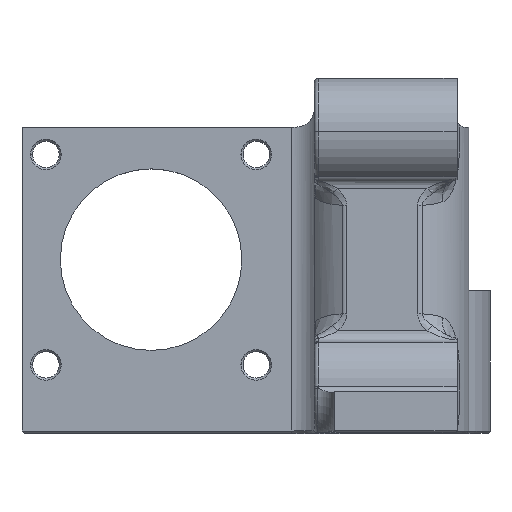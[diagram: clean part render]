
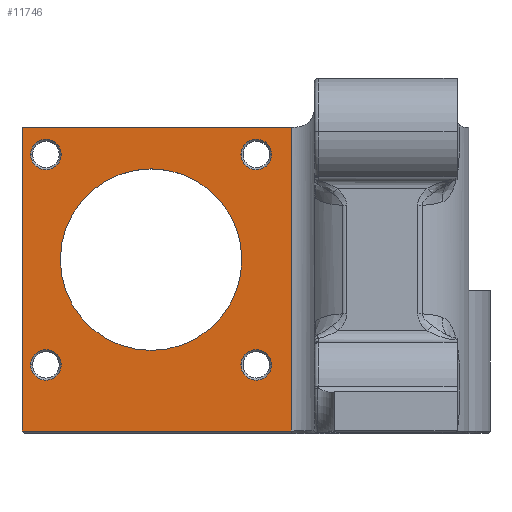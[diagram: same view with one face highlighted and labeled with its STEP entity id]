
A CAD part, top view. The second image highlights one B-rep face of the part: STEP entity #11746.
In plain terms, the highlighted planar face has unit normal (0, 0, 1).
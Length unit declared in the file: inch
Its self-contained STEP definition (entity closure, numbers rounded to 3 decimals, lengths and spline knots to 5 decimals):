
#242 = VERTEX_POINT ( 'NONE', #7733 ) ;
#480 = CARTESIAN_POINT ( 'NONE',  ( -3.97257, 3.01937, -1.26263 ) ) ;
#927 = EDGE_CURVE ( 'NONE', #8424, #22734, #17187, .T. ) ;
#1256 = EDGE_CURVE ( 'NONE', #13166, #5222, #3527, .T. ) ;
#1582 = CARTESIAN_POINT ( 'NONE',  ( -4.8582, 3.535, -1.26263 ) ) ;
#1722 = FACE_BOUND ( 'NONE', #7496, .T. ) ;
#1826 = EDGE_CURVE ( 'NONE', #9307, #19770, #18111, .T. ) ;
#2044 = CARTESIAN_POINT ( 'NONE',  ( -3.82695, 2.50375, -1.26263 ) ) ;
#2108 = CARTESIAN_POINT ( 'NONE',  ( -4.9332, 3.535, -1.26263 ) ) ;
#2387 = DIRECTION ( 'NONE',  ( 0., 0., -1. ) ) ;
#3231 = AXIS2_PLACEMENT_3D ( 'NONE', #23099, #2387, #9945 ) ;
#3321 = LINE ( 'NONE', #10877, #15863 ) ;
#3527 = CIRCLE ( 'NONE', #21747, 0.075 ) ;
#3581 = EDGE_CURVE ( 'NONE', #19770, #9307, #14811, .T. ) ;
#4613 = CARTESIAN_POINT ( 'NONE',  ( -3.82695, 3.535, -1.26263 ) ) ;
#4748 = CIRCLE ( 'NONE', #18206, 0.075 ) ;
#4857 = EDGE_CURVE ( 'NONE', #11605, #22248, #23553, .T. ) ;
#4950 = DIRECTION ( 'NONE',  ( 0., -1., 0. ) ) ;
#5001 = ORIENTED_EDGE ( 'NONE', *, *, #1256, .T. ) ;
#5108 = AXIS2_PLACEMENT_3D ( 'NONE', #14630, #16487, #14751 ) ;
#5222 = VERTEX_POINT ( 'NONE', #17961 ) ;
#5242 = ORIENTED_EDGE ( 'NONE', *, *, #19438, .T. ) ;
#5316 = VECTOR ( 'NONE', #11844, 39.37008 ) ;
#5436 = CARTESIAN_POINT ( 'NONE',  ( -0.08899, 2.16937, -1.26263 ) ) ;
#5836 = CARTESIAN_POINT ( 'NONE',  ( -4.9332, 3.535, -1.26263 ) ) ;
#6304 = EDGE_LOOP ( 'NONE', ( #23948, #13529 ) ) ;
#6314 = CARTESIAN_POINT ( 'NONE',  ( -3.73088, 2.16937, -1.26263 ) ) ;
#6427 = CARTESIAN_POINT ( 'NONE',  ( -4.41757, 3.01937, -1.26263 ) ) ;
#6556 = EDGE_CURVE ( 'NONE', #10790, #18890, #19120, .T. ) ;
#6624 = CARTESIAN_POINT ( 'NONE',  ( -3.90195, 2.50375, -1.26263 ) ) ;
#7496 = EDGE_LOOP ( 'NONE', ( #10647, #20878 ) ) ;
#7542 = DIRECTION ( 'NONE',  ( 0., -1., 0. ) ) ;
#7584 = CARTESIAN_POINT ( 'NONE',  ( -3.90195, 3.535, -1.26263 ) ) ;
#7733 = CARTESIAN_POINT ( 'NONE',  ( -4.8582, 2.50375, -1.26263 ) ) ;
#7798 = LINE ( 'NONE', #6314, #14754 ) ;
#8050 = DIRECTION ( 'NONE',  ( -1., 0., 0. ) ) ;
#8066 = ORIENTED_EDGE ( 'NONE', *, *, #17897, .T. ) ;
#8167 = DIRECTION ( 'NONE',  ( 0., 0., -1. ) ) ;
#8424 = VERTEX_POINT ( 'NONE', #12585 ) ;
#8706 = VECTOR ( 'NONE', #16289, 39.37008 ) ;
#8907 = FACE_BOUND ( 'NONE', #13947, .T. ) ;
#9146 = DIRECTION ( 'NONE',  ( 0., 0., -1. ) ) ;
#9307 = VERTEX_POINT ( 'NONE', #480 ) ;
#9397 = FACE_BOUND ( 'NONE', #13048, .T. ) ;
#9496 = ORIENTED_EDGE ( 'NONE', *, *, #6556, .T. ) ;
#9521 = ORIENTED_EDGE ( 'NONE', *, *, #3581, .F. ) ;
#9816 = CARTESIAN_POINT ( 'NONE',  ( -5.0504, 3.66937, -1.26263 ) ) ;
#9945 = DIRECTION ( 'NONE',  ( -1., 0., 0. ) ) ;
#10460 = EDGE_CURVE ( 'NONE', #20854, #10786, #20023, .T. ) ;
#10647 = ORIENTED_EDGE ( 'NONE', *, *, #15163, .T. ) ;
#10786 = VERTEX_POINT ( 'NONE', #17116 ) ;
#10790 = VERTEX_POINT ( 'NONE', #24173 ) ;
#10877 = CARTESIAN_POINT ( 'NONE',  ( -5.0504, 2.16937, -1.26263 ) ) ;
#10927 = DIRECTION ( 'NONE',  ( 0., 0., -1. ) ) ;
#11003 = FACE_BOUND ( 'NONE', #18640, .T. ) ;
#11129 = PLANE ( 'NONE',  #21804 ) ;
#11158 = AXIS2_PLACEMENT_3D ( 'NONE', #7584, #17145, #22594 ) ;
#11543 = CARTESIAN_POINT ( 'NONE',  ( -5.0082, 3.535, -1.26263 ) ) ;
#11605 = VERTEX_POINT ( 'NONE', #11543 ) ;
#11746 = ADVANCED_FACE ( 'NONE', ( #16724, #11003, #9397, #1722, #8907, #22306 ), #11129, .F. ) ;
#11844 = DIRECTION ( 'NONE',  ( 1., 0., 0. ) ) ;
#11909 = ORIENTED_EDGE ( 'NONE', *, *, #10460, .F. ) ;
#12192 = CARTESIAN_POINT ( 'NONE',  ( -3.73088, 2.17937, -1.26263 ) ) ;
#12216 = CIRCLE ( 'NONE', #5108, 0.075 ) ;
#12585 = CARTESIAN_POINT ( 'NONE',  ( -5.0504, 2.17937, -1.26263 ) ) ;
#13048 = EDGE_LOOP ( 'NONE', ( #5001, #5242 ) ) ;
#13166 = VERTEX_POINT ( 'NONE', #2044 ) ;
#13277 = ORIENTED_EDGE ( 'NONE', *, *, #927, .T. ) ;
#13529 = ORIENTED_EDGE ( 'NONE', *, *, #4857, .T. ) ;
#13635 = AXIS2_PLACEMENT_3D ( 'NONE', #14285, #20242, #18134 ) ;
#13705 = VERTEX_POINT ( 'NONE', #15406 ) ;
#13863 = DIRECTION ( 'NONE',  ( 0., 1., 0. ) ) ;
#13926 = CIRCLE ( 'NONE', #3231, 0.075 ) ;
#13947 = EDGE_LOOP ( 'NONE', ( #22365, #9521 ) ) ;
#14089 = EDGE_CURVE ( 'NONE', #13705, #242, #12216, .T. ) ;
#14100 = DIRECTION ( 'NONE',  ( 0., 0., 1. ) ) ;
#14180 = DIRECTION ( 'NONE',  ( 0., 0., -1. ) ) ;
#14216 = DIRECTION ( 'NONE',  ( 1., 0., 0. ) ) ;
#14285 = CARTESIAN_POINT ( 'NONE',  ( -4.41757, 3.01937, -1.26263 ) ) ;
#14630 = CARTESIAN_POINT ( 'NONE',  ( -4.9332, 2.50375, -1.26263 ) ) ;
#14751 = DIRECTION ( 'NONE',  ( -1., 0., 0. ) ) ;
#14754 = VECTOR ( 'NONE', #13863, 39.37008 ) ;
#14811 = CIRCLE ( 'NONE', #13635, 0.445 ) ;
#15163 = EDGE_CURVE ( 'NONE', #242, #13705, #15370, .T. ) ;
#15295 = EDGE_LOOP ( 'NONE', ( #21526, #13277, #8066, #11909 ) ) ;
#15370 = CIRCLE ( 'NONE', #18141, 0.075 ) ;
#15406 = CARTESIAN_POINT ( 'NONE',  ( -5.0082, 2.50375, -1.26263 ) ) ;
#15747 = DIRECTION ( 'NONE',  ( 0., 0., -1. ) ) ;
#15863 = VECTOR ( 'NONE', #4950, 39.37008 ) ;
#15873 = CARTESIAN_POINT ( 'NONE',  ( -3.90195, 2.50375, -1.26263 ) ) ;
#16289 = DIRECTION ( 'NONE',  ( 1., 0., 0. ) ) ;
#16487 = DIRECTION ( 'NONE',  ( 0., 0., -1. ) ) ;
#16644 = DIRECTION ( 'NONE',  ( -1., 0., 0. ) ) ;
#16724 = FACE_BOUND ( 'NONE', #6304, .T. ) ;
#16967 = CARTESIAN_POINT ( 'NONE',  ( -4.86257, 3.01937, -1.26263 ) ) ;
#17116 = CARTESIAN_POINT ( 'NONE',  ( -3.73088, 3.66937, -1.26263 ) ) ;
#17145 = DIRECTION ( 'NONE',  ( 0., 0., -1. ) ) ;
#17187 = LINE ( 'NONE', #19298, #5316 ) ;
#17897 = EDGE_CURVE ( 'NONE', #22734, #10786, #7798, .T. ) ;
#17961 = CARTESIAN_POINT ( 'NONE',  ( -3.97695, 2.50375, -1.26263 ) ) ;
#18111 = CIRCLE ( 'NONE', #23641, 0.445 ) ;
#18134 = DIRECTION ( 'NONE',  ( 1., 0., 0. ) ) ;
#18141 = AXIS2_PLACEMENT_3D ( 'NONE', #18511, #10927, #16644 ) ;
#18206 = AXIS2_PLACEMENT_3D ( 'NONE', #6624, #14180, #21399 ) ;
#18511 = CARTESIAN_POINT ( 'NONE',  ( -4.9332, 2.50375, -1.26263 ) ) ;
#18640 = EDGE_LOOP ( 'NONE', ( #20978, #9496 ) ) ;
#18798 = EDGE_CURVE ( 'NONE', #18890, #10790, #13926, .T. ) ;
#18890 = VERTEX_POINT ( 'NONE', #4613 ) ;
#19120 = CIRCLE ( 'NONE', #11158, 0.075 ) ;
#19298 = CARTESIAN_POINT ( 'NONE',  ( -0.08899, 2.17937, -1.26263 ) ) ;
#19438 = EDGE_CURVE ( 'NONE', #5222, #13166, #4748, .T. ) ;
#19472 = DIRECTION ( 'NONE',  ( -1., 0., 0. ) ) ;
#19770 = VERTEX_POINT ( 'NONE', #16967 ) ;
#19951 = AXIS2_PLACEMENT_3D ( 'NONE', #5836, #23306, #19472 ) ;
#20023 = LINE ( 'NONE', #20139, #8706 ) ;
#20139 = CARTESIAN_POINT ( 'NONE',  ( -0.08899, 3.66937, -1.26263 ) ) ;
#20242 = DIRECTION ( 'NONE',  ( 0., 0., 1. ) ) ;
#20854 = VERTEX_POINT ( 'NONE', #9816 ) ;
#20878 = ORIENTED_EDGE ( 'NONE', *, *, #14089, .T. ) ;
#20978 = ORIENTED_EDGE ( 'NONE', *, *, #18798, .T. ) ;
#21399 = DIRECTION ( 'NONE',  ( -1., 0., 0. ) ) ;
#21526 = ORIENTED_EDGE ( 'NONE', *, *, #22077, .T. ) ;
#21747 = AXIS2_PLACEMENT_3D ( 'NONE', #15873, #15747, #23430 ) ;
#21804 = AXIS2_PLACEMENT_3D ( 'NONE', #5436, #9146, #7542 ) ;
#21961 = AXIS2_PLACEMENT_3D ( 'NONE', #2108, #8167, #8050 ) ;
#22077 = EDGE_CURVE ( 'NONE', #20854, #8424, #3321, .T. ) ;
#22248 = VERTEX_POINT ( 'NONE', #1582 ) ;
#22306 = FACE_OUTER_BOUND ( 'NONE', #15295, .T. ) ;
#22365 = ORIENTED_EDGE ( 'NONE', *, *, #1826, .F. ) ;
#22594 = DIRECTION ( 'NONE',  ( -1., 0., 0. ) ) ;
#22734 = VERTEX_POINT ( 'NONE', #12192 ) ;
#23099 = CARTESIAN_POINT ( 'NONE',  ( -3.90195, 3.535, -1.26263 ) ) ;
#23306 = DIRECTION ( 'NONE',  ( 0., 0., -1. ) ) ;
#23430 = DIRECTION ( 'NONE',  ( -1., 0., 0. ) ) ;
#23553 = CIRCLE ( 'NONE', #21961, 0.075 ) ;
#23641 = AXIS2_PLACEMENT_3D ( 'NONE', #6427, #14100, #14216 ) ;
#23948 = ORIENTED_EDGE ( 'NONE', *, *, #24094, .T. ) ;
#24094 = EDGE_CURVE ( 'NONE', #22248, #11605, #24308, .T. ) ;
#24173 = CARTESIAN_POINT ( 'NONE',  ( -3.97695, 3.535, -1.26263 ) ) ;
#24308 = CIRCLE ( 'NONE', #19951, 0.075 ) ;
